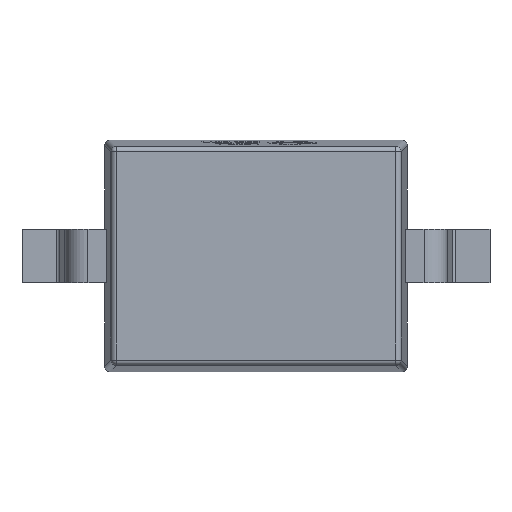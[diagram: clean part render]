
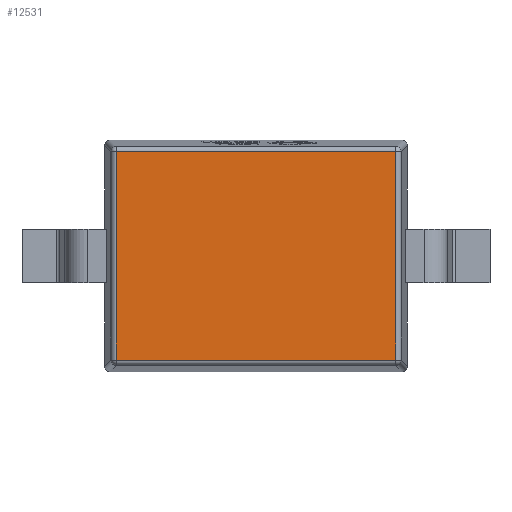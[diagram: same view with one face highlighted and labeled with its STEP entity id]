
A CAD part, top view. The second image highlights one B-rep face of the part: STEP entity #12531.
In plain terms, the highlighted planar face has unit normal (0, 0, 1).
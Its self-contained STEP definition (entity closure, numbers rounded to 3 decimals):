
#701 = EDGE_LOOP ( 'NONE', ( #3328, #7673, #5463, #9393 ) ) ;
#1443 = LINE ( 'NONE', #5505, #7792 ) ;
#1567 = CARTESIAN_POINT ( 'NONE',  ( -0.785, 0.585, 0.425 ) ) ;
#1599 = LINE ( 'NONE', #6762, #2226 ) ;
#1782 = EDGE_CURVE ( 'NONE', #12509, #6159, #1599, .T. ) ;
#2226 = VECTOR ( 'NONE', #4618, 1000. ) ;
#3211 = VERTEX_POINT ( 'NONE', #9817 ) ;
#3328 = ORIENTED_EDGE ( 'NONE', *, *, #1782, .T. ) ;
#3488 = CARTESIAN_POINT ( 'NONE',  ( 0., 0., 0.425 ) ) ;
#3521 = EDGE_CURVE ( 'NONE', #3211, #12083, #1443, .T. ) ;
#3759 = DIRECTION ( 'NONE',  ( 1., 0., 0. ) ) ;
#4466 = CARTESIAN_POINT ( 'NONE',  ( 0.813, -0.585, 0.425 ) ) ;
#4618 = DIRECTION ( 'NONE',  ( 0., -1., 0. ) ) ;
#4663 = CARTESIAN_POINT ( 'NONE',  ( 0.785, 0.585, 0.425 ) ) ;
#5463 = ORIENTED_EDGE ( 'NONE', *, *, #3521, .T. ) ;
#5505 = CARTESIAN_POINT ( 'NONE',  ( 0.785, 0.613, 0.425 ) ) ;
#5889 = LINE ( 'NONE', #9065, #9493 ) ;
#6159 = VERTEX_POINT ( 'NONE', #7656 ) ;
#6545 = LINE ( 'NONE', #4466, #6969 ) ;
#6762 = CARTESIAN_POINT ( 'NONE',  ( -0.785, -0.613, 0.425 ) ) ;
#6969 = VECTOR ( 'NONE', #3759, 1000. ) ;
#7624 = DIRECTION ( 'NONE',  ( 0., 1., 0. ) ) ;
#7656 = CARTESIAN_POINT ( 'NONE',  ( -0.785, -0.585, 0.425 ) ) ;
#7673 = ORIENTED_EDGE ( 'NONE', *, *, #10131, .T. ) ;
#7682 = DIRECTION ( 'NONE',  ( 0., 0., 1. ) ) ;
#7792 = VECTOR ( 'NONE', #7624, 1000. ) ;
#9065 = CARTESIAN_POINT ( 'NONE',  ( -0.813, 0.585, 0.425 ) ) ;
#9132 = AXIS2_PLACEMENT_3D ( 'NONE', #3488, #7682, #9853 ) ;
#9393 = ORIENTED_EDGE ( 'NONE', *, *, #10931, .T. ) ;
#9493 = VECTOR ( 'NONE', #10038, 1000. ) ;
#9817 = CARTESIAN_POINT ( 'NONE',  ( 0.785, -0.585, 0.425 ) ) ;
#9853 = DIRECTION ( 'NONE',  ( 1., 0., 0. ) ) ;
#10038 = DIRECTION ( 'NONE',  ( -1., 0., 0. ) ) ;
#10131 = EDGE_CURVE ( 'NONE', #6159, #3211, #6545, .T. ) ;
#10931 = EDGE_CURVE ( 'NONE', #12083, #12509, #5889, .T. ) ;
#12083 = VERTEX_POINT ( 'NONE', #4663 ) ;
#12509 = VERTEX_POINT ( 'NONE', #1567 ) ;
#12531 = ADVANCED_FACE ( 'NONE', ( #12933 ), #12866, .T. ) ;
#12866 = PLANE ( 'NONE',  #9132 ) ;
#12933 = FACE_OUTER_BOUND ( 'NONE', #701, .T. ) ;
